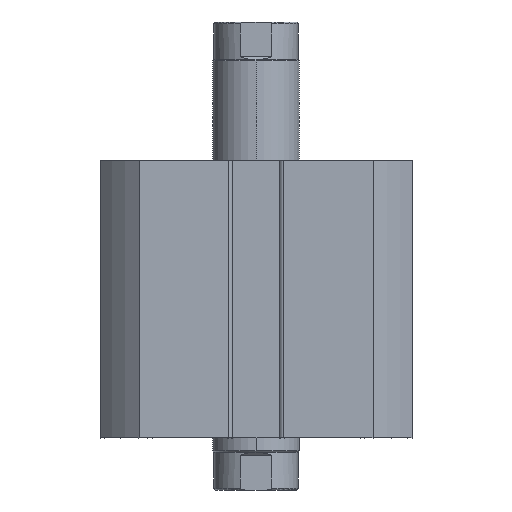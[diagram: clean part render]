
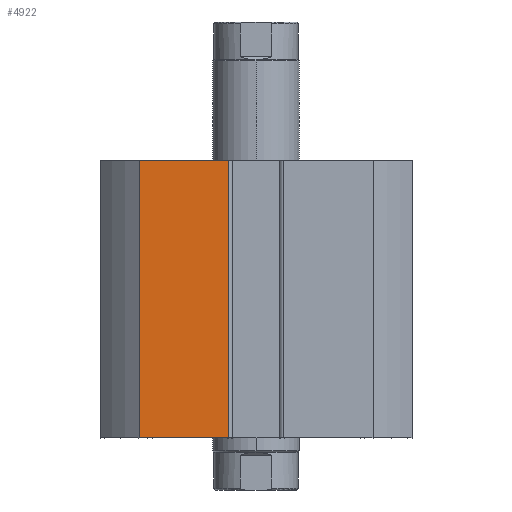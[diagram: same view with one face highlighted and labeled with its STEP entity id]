
A CAD part, front view. The second image highlights one B-rep face of the part: STEP entity #4922.
In plain terms, the highlighted planar face has unit normal (0, -1, 0).
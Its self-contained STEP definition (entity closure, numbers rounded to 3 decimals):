
#29 = DIRECTION ( 'NONE',  ( 0., 0., 1. ) ) ;
#30 = CARTESIAN_POINT ( 'NONE',  ( -13.5, -18., 0. ) ) ;
#97 = DIRECTION ( 'NONE',  ( 0., 0., 1. ) ) ;
#99 = CARTESIAN_POINT ( 'NONE',  ( -3.2, -18., 32. ) ) ;
#272 = DIRECTION ( 'NONE',  ( 1., 0., 0. ) ) ;
#273 = CARTESIAN_POINT ( 'NONE',  ( -18., -18., 32. ) ) ;
#795 = PLANE ( 'NONE',  #2533 ) ;
#798 = CARTESIAN_POINT ( 'NONE',  ( -18., -18., 32. ) ) ;
#803 = DIRECTION ( 'NONE',  ( 0., 1., 0. ) ) ;
#804 = DIRECTION ( 'NONE',  ( 0., 0., 1. ) ) ;
#1007 = CARTESIAN_POINT ( 'NONE',  ( -13.5, -18., 32. ) ) ;
#1124 = CARTESIAN_POINT ( 'NONE',  ( -3.2, -18., 32. ) ) ;
#1222 = CARTESIAN_POINT ( 'NONE',  ( -3.2, -18., 0. ) ) ;
#1241 = CARTESIAN_POINT ( 'NONE',  ( -13.5, -18., 0. ) ) ;
#2141 = EDGE_CURVE ( 'NONE', #6018, #5992, #2638, .T. ) ;
#2533 = AXIS2_PLACEMENT_3D ( 'NONE', #798, #803, #804 ) ;
#2638 = LINE ( 'NONE', #5548, #2639 ) ;
#2639 = VECTOR ( 'NONE', #5843, 1000. ) ;
#2914 = EDGE_CURVE ( 'NONE', #5059, #5894, #3210, .T. ) ;
#2960 = EDGE_CURVE ( 'NONE', #5992, #5894, #3265, .T. ) ;
#2978 = EDGE_CURVE ( 'NONE', #6018, #5059, #3301, .T. ) ;
#3210 = LINE ( 'NONE', #273, #3211 ) ;
#3211 = VECTOR ( 'NONE', #272, 1000. ) ;
#3265 = LINE ( 'NONE', #99, #3271 ) ;
#3271 = VECTOR ( 'NONE', #97, 1000. ) ;
#3301 = LINE ( 'NONE', #30, #3302 ) ;
#3302 = VECTOR ( 'NONE', #29, 1000. ) ;
#3628 = FACE_OUTER_BOUND ( 'NONE', #4549, .T. ) ;
#3881 = ORIENTED_EDGE ( 'NONE', *, *, #2914, .F. ) ;
#3882 = ORIENTED_EDGE ( 'NONE', *, *, #2960, .T. ) ;
#3883 = ORIENTED_EDGE ( 'NONE', *, *, #2141, .T. ) ;
#3884 = ORIENTED_EDGE ( 'NONE', *, *, #2978, .F. ) ;
#4549 = EDGE_LOOP ( 'NONE', ( #3884, #3883, #3882, #3881 ) ) ;
#4922 = ADVANCED_FACE ( 'NONE', ( #3628 ), #795, .F. ) ;
#5059 = VERTEX_POINT ( 'NONE', #1007 ) ;
#5548 = CARTESIAN_POINT ( 'NONE',  ( -18., -18., 0. ) ) ;
#5843 = DIRECTION ( 'NONE',  ( 1., 0., 0. ) ) ;
#5894 = VERTEX_POINT ( 'NONE', #1124 ) ;
#5992 = VERTEX_POINT ( 'NONE', #1222 ) ;
#6018 = VERTEX_POINT ( 'NONE', #1241 ) ;
